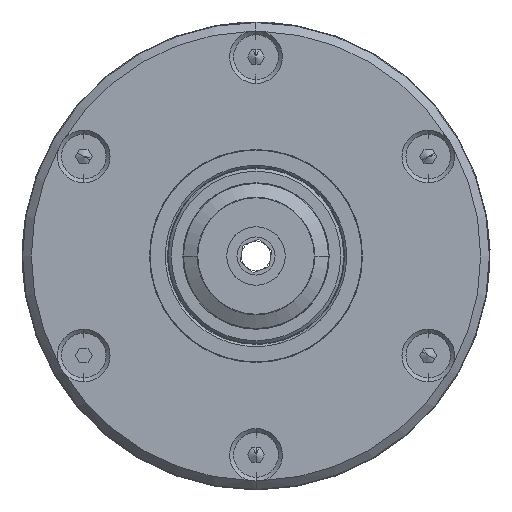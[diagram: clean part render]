
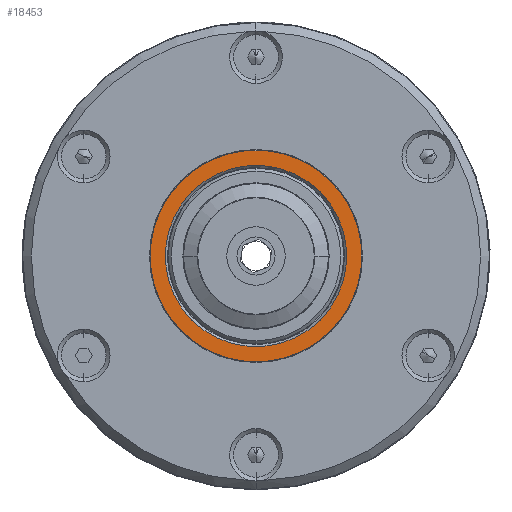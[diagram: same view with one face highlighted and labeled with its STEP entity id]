
A CAD part, left-side view. The second image highlights one B-rep face of the part: STEP entity #18453.
In plain terms, the highlighted planar face has unit normal (-1, 0, 0).
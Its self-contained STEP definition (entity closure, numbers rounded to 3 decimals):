
#1197 = ORIENTED_EDGE ( 'NONE', *, *, #3441, .T. ) ;
#1942 = PLANE ( 'NONE',  #43225 ) ;
#2094 = AXIS2_PLACEMENT_3D ( 'NONE', #22165, #22044, #21900 ) ;
#2251 = CARTESIAN_POINT ( 'NONE',  ( 26.1, -17.532, 4.698 ) ) ;
#2294 = DIRECTION ( 'NONE',  ( -1., 0., 0. ) ) ;
#2339 = DIRECTION ( 'NONE',  ( 0., -0.259, -0.966 ) ) ;
#2975 = VERTEX_POINT ( 'NONE', #6559 ) ;
#3441 = EDGE_CURVE ( 'NONE', #19478, #2975, #38879, .T. ) ;
#5793 = EDGE_LOOP ( 'NONE', ( #19643, #1197 ) ) ;
#6559 = CARTESIAN_POINT ( 'NONE',  ( 26.1, -4.012, -14.972 ) ) ;
#8271 = EDGE_LOOP ( 'NONE', ( #36193, #23914 ) ) ;
#11311 = AXIS2_PLACEMENT_3D ( 'NONE', #24079, #24377, #24442 ) ;
#14480 = CARTESIAN_POINT ( 'NONE',  ( 26.1, -4.685, -17.483 ) ) ;
#15312 = CARTESIAN_POINT ( 'NONE',  ( 26.1, 4.685, 17.483 ) ) ;
#15952 = VERTEX_POINT ( 'NONE', #15312 ) ;
#16066 = CIRCLE ( 'NONE', #2094, 18.1 ) ;
#16472 = CARTESIAN_POINT ( 'NONE',  ( 26.1, 0., 0. ) ) ;
#16501 = DIRECTION ( 'NONE',  ( 1., 0., 0. ) ) ;
#16596 = DIRECTION ( 'NONE',  ( 0., -0.259, -0.966 ) ) ;
#17238 = CIRCLE ( 'NONE', #31990, 15.5 ) ;
#18453 = ADVANCED_FACE ( 'NONE', ( #25875, #25775 ), #1942, .T. ) ;
#19478 = VERTEX_POINT ( 'NONE', #30123 ) ;
#19643 = ORIENTED_EDGE ( 'NONE', *, *, #20021, .T. ) ;
#20021 = EDGE_CURVE ( 'NONE', #2975, #19478, #17238, .T. ) ;
#21491 = EDGE_CURVE ( 'NONE', #25216, #15952, #16066, .T. ) ;
#21900 = DIRECTION ( 'NONE',  ( 0., -0.259, -0.966 ) ) ;
#22044 = DIRECTION ( 'NONE',  ( -1., 0., 0. ) ) ;
#22165 = CARTESIAN_POINT ( 'NONE',  ( 26.1, 0., 0. ) ) ;
#23618 = CIRCLE ( 'NONE', #11311, 18.1 ) ;
#23914 = ORIENTED_EDGE ( 'NONE', *, *, #21491, .T. ) ;
#24079 = CARTESIAN_POINT ( 'NONE',  ( 26.1, 0., 0. ) ) ;
#24377 = DIRECTION ( 'NONE',  ( -1., 0., 0. ) ) ;
#24442 = DIRECTION ( 'NONE',  ( 0., -0.259, -0.966 ) ) ;
#25216 = VERTEX_POINT ( 'NONE', #14480 ) ;
#25775 = FACE_BOUND ( 'NONE', #5793, .T. ) ;
#25875 = FACE_OUTER_BOUND ( 'NONE', #8271, .T. ) ;
#30123 = CARTESIAN_POINT ( 'NONE',  ( 26.1, 4.012, 14.972 ) ) ;
#31990 = AXIS2_PLACEMENT_3D ( 'NONE', #16472, #16501, #16596 ) ;
#36193 = ORIENTED_EDGE ( 'NONE', *, *, #43296, .T. ) ;
#38772 = DIRECTION ( 'NONE',  ( 0., -0.259, -0.966 ) ) ;
#38879 = CIRCLE ( 'NONE', #43726, 15.5 ) ;
#38931 = DIRECTION ( 'NONE',  ( 1., 0., 0. ) ) ;
#39162 = CARTESIAN_POINT ( 'NONE',  ( 26.1, 0., 0. ) ) ;
#43225 = AXIS2_PLACEMENT_3D ( 'NONE', #2251, #2294, #2339 ) ;
#43296 = EDGE_CURVE ( 'NONE', #15952, #25216, #23618, .T. ) ;
#43726 = AXIS2_PLACEMENT_3D ( 'NONE', #39162, #38931, #38772 ) ;
